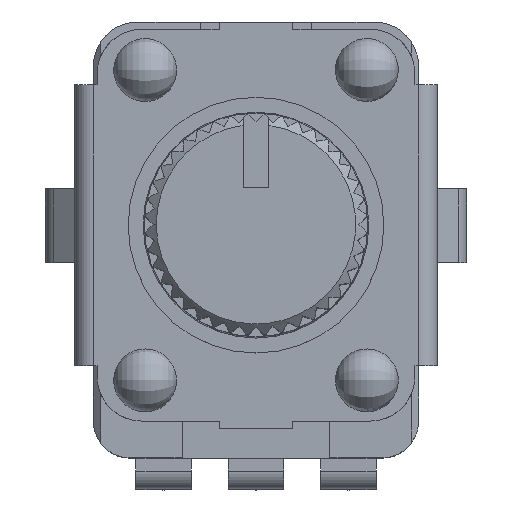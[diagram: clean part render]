
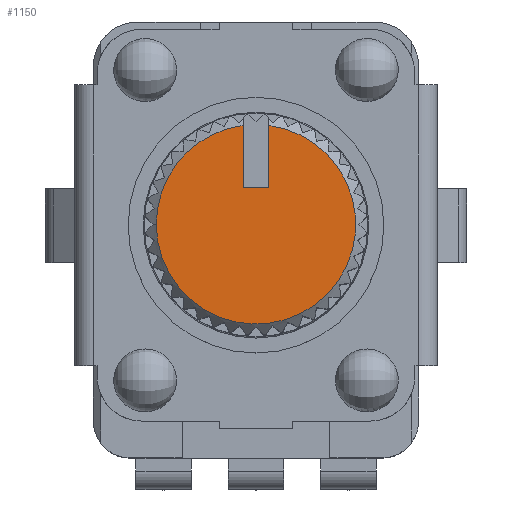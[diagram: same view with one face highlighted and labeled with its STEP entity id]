
A CAD part, top view. The second image highlights one B-rep face of the part: STEP entity #1150.
In plain terms, the highlighted planar face has unit normal (0, 0, 1).
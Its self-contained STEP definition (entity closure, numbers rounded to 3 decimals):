
#279=CARTESIAN_POINT('',(0.35,2.677,20.0));
#280=VERTEX_POINT('',#279);
#288=CARTESIAN_POINT('',(-2.7,0.0,20.0));
#289=VERTEX_POINT('',#288);
#290=CARTESIAN_POINT('',(-0.0,0.0,20.0));
#291=DIRECTION('',(0.0,0.0,-1.0));
#292=DIRECTION('',(-1.0,0.0,-0.0));
#293=AXIS2_PLACEMENT_3D('',#290,#291,#292);
#294=CIRCLE('',#293,2.7);
#295=EDGE_CURVE('n� 14748',#280,#289,#294,.T.);
#861=CARTESIAN_POINT('',(-0.35,2.677,20.0));
#862=VERTEX_POINT('',#861);
#863=CARTESIAN_POINT('',(-0.0,0.0,20.0));
#864=DIRECTION('',(0.0,0.0,-1.0));
#865=DIRECTION('',(-1.0,0.0,-0.0));
#866=AXIS2_PLACEMENT_3D('',#863,#864,#865);
#867=CIRCLE('',#866,2.7);
#868=EDGE_CURVE('n� 14747',#289,#862,#867,.T.);
#1119=ORIENTED_EDGE('',*,*,#295,.F.);
#1120=CARTESIAN_POINT('',(0.35,1.0,20.0));
#1121=VERTEX_POINT('',#1120);
#1122=CARTESIAN_POINT('',(0.35,3.556,20.0));
#1123=DIRECTION('',(0.0,-1.0,0.0));
#1124=VECTOR('',#1123,1.0);
#1125=LINE('',#1122,#1124);
#1126=EDGE_CURVE('n� 14663',#280,#1121,#1125,.T.);
#1127=ORIENTED_EDGE('',*,*,#1126,.T.);
#1128=CARTESIAN_POINT('',(-0.35,1.0,20.0));
#1129=VERTEX_POINT('',#1128);
#1130=CARTESIAN_POINT('',(-0.0,1.0,20.0));
#1131=DIRECTION('',(1.0,0.0,0.0));
#1132=VECTOR('',#1131,1.0);
#1133=LINE('',#1130,#1132);
#1134=EDGE_CURVE('n� 14751',#1129,#1121,#1133,.T.);
#1135=ORIENTED_EDGE('',*,*,#1134,.F.);
#1136=CARTESIAN_POINT('',(-0.35,0.0,20.0));
#1137=DIRECTION('',(0.0,-1.0,0.0));
#1138=VECTOR('',#1137,1.0);
#1139=LINE('',#1136,#1138);
#1140=EDGE_CURVE('n� 14752',#862,#1129,#1139,.T.);
#1141=ORIENTED_EDGE('',*,*,#1140,.F.);
#1142=ORIENTED_EDGE('',*,*,#868,.F.);
#1143=EDGE_LOOP('',(#1119,#1127,#1135,#1141,#1142));
#1144=FACE_OUTER_BOUND('',#1143,.T.);
#1145=CARTESIAN_POINT('',(-0.0,0.0,20.0));
#1146=DIRECTION('',(0.0,-0.0,-1.0));
#1147=DIRECTION('',(-1.0,0.0,-0.0));
#1148=AXIS2_PLACEMENT_3D('',#1145,#1146,#1147);
#1149=PLANE('',#1148);
#1150=ADVANCED_FACE('n� 14744',(#1144),#1149,.F.);
